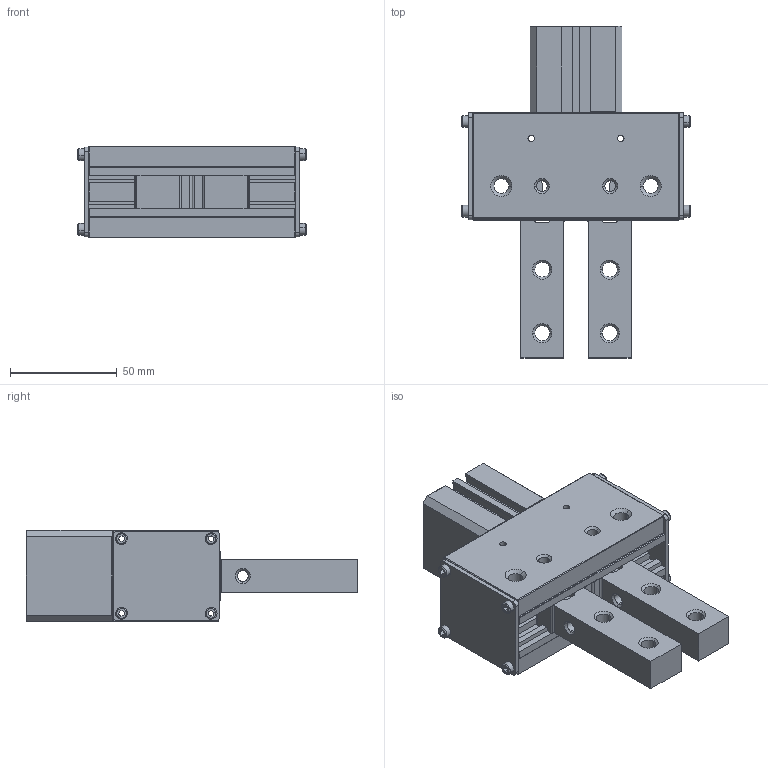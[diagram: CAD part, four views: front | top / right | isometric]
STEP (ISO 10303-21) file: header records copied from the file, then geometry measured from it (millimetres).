
FILE_DESCRIPTION (( 'STEP AP203' ), '1' );
FILE_NAME ('GH01-全閉.STEP', '2021-11-29T05:07:18', ( '' ), ( '' ), 'SwSTEP 2.0', 'SolidWorks 2014', '' );
FILE_SCHEMA (( 'CONFIG_CONTROL_DESIGN' ));
Length unit declared in the file: millimetre
Products named in the file (1): GH01-全閉
Bounding box: 107 x 155.55 x 43 mm (x, y, z)
Surface area: 67035.4 mm2 (no closed solid volume)
Topology: 0 solids, 27 shells, 428 faces, 1345 edges, 930 vertices
Faces by surface type: plane 236, cylinder 104, cone 64, torus 24
Entity records: 15014 total; most frequent: CARTESIAN_POINT 2704, DIRECTION 2663, ORIENTED_EDGE 2238, EDGE_CURVE 1345, VERTEX_POINT 930, AXIS2_PLACEMENT_3D 889, LINE 885, VECTOR 885
